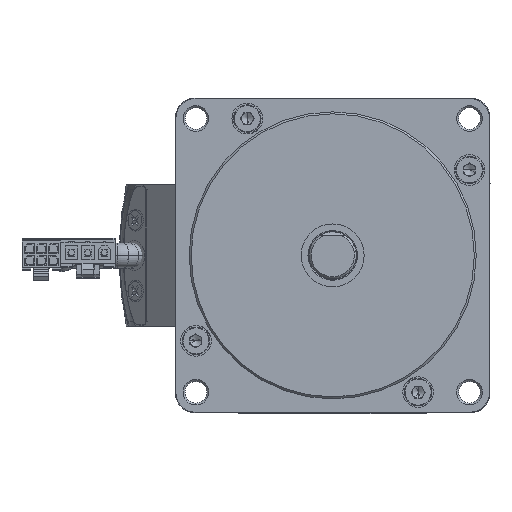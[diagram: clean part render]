
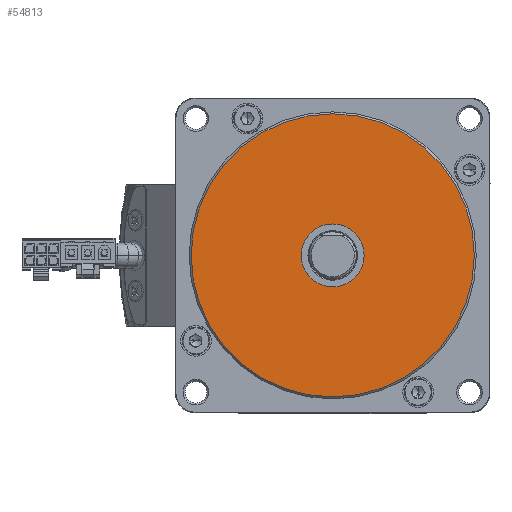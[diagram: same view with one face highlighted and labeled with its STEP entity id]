
A CAD part, top view. The second image highlights one B-rep face of the part: STEP entity #54813.
In plain terms, the highlighted face is planar.
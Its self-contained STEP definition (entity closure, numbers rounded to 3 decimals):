
#52341=CARTESIAN_POINT('',(0.,0.,0.));
#52342=DIRECTION('',(0.,1.,0.));
#52343=DIRECTION('',(0.,0.,1.));
#52344=AXIS2_PLACEMENT_3D('',#52341,#52342,#52343);
#52346=CARTESIAN_POINT('',(0.,0.,0.));
#52347=DIRECTION('',(0.,1.,0.));
#52348=DIRECTION('',(0.,0.,-1.));
#52349=AXIS2_PLACEMENT_3D('',#52346,#52347,#52348);
#52351=CARTESIAN_POINT('',(0.,0.,0.));
#52352=DIRECTION('',(0.,-1.,0.));
#52353=DIRECTION('',(0.,0.,-1.));
#52354=AXIS2_PLACEMENT_3D('',#52351,#52352,#52353);
#52356=CARTESIAN_POINT('',(0.,0.,0.));
#52357=DIRECTION('',(0.,-1.,0.));
#52358=DIRECTION('',(0.,0.,1.));
#52359=AXIS2_PLACEMENT_3D('',#52356,#52357,#52358);
#54292=CARTESIAN_POINT('',(0.,0.,36.));
#54293=CARTESIAN_POINT('',(0.,0.,-36.));
#54294=VERTEX_POINT('',#54292);
#54295=VERTEX_POINT('',#54293);
#54300=CARTESIAN_POINT('',(0.,0.,-8.));
#54301=CARTESIAN_POINT('',(0.,0.,8.));
#54302=VERTEX_POINT('',#54300);
#54303=VERTEX_POINT('',#54301);
#54797=CARTESIAN_POINT('',(0.,0.,8.));
#54798=DIRECTION('',(0.,-1.,0.));
#54799=DIRECTION('',(0.,0.,-1.));
#54800=AXIS2_PLACEMENT_3D('',#54797,#54798,#54799);
#54801=PLANE('',#54800);
#54802=ORIENTED_EDGE('',*,*,#54786,.T.);
#54804=ORIENTED_EDGE('',*,*,#54803,.T.);
#54805=EDGE_LOOP('',(#54802,#54804));
#54806=FACE_OUTER_BOUND('',#54805,.F.);
#54808=ORIENTED_EDGE('',*,*,#54807,.T.);
#54810=ORIENTED_EDGE('',*,*,#54809,.T.);
#54811=EDGE_LOOP('',(#54808,#54810));
#54812=FACE_BOUND('',#54811,.F.);
#54813=ADVANCED_FACE('',(#54806,#54812),#54801,.T.);
#52345=CIRCLE('',#52344,36.);
#52350=CIRCLE('',#52349,36.);
#52355=CIRCLE('',#52354,8.);
#52360=CIRCLE('',#52359,8.);
#54786=EDGE_CURVE('',#54294,#54295,#52345,.T.);
#54803=EDGE_CURVE('',#54295,#54294,#52350,.T.);
#54807=EDGE_CURVE('',#54302,#54303,#52355,.T.);
#54809=EDGE_CURVE('',#54303,#54302,#52360,.T.);
